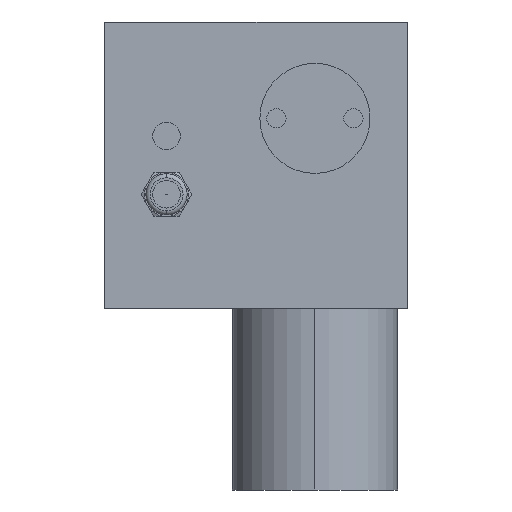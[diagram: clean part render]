
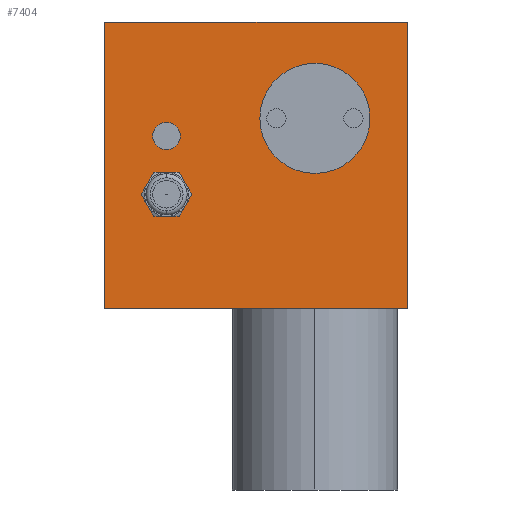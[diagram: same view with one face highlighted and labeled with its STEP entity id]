
A CAD part, left-side view. The second image highlights one B-rep face of the part: STEP entity #7404.
In plain terms, the highlighted planar face has unit normal (-1, 0, 0).
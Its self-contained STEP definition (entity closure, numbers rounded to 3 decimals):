
#955=DIRECTION('',(0.,0.,1.));
#956=VECTOR('',#955,52.);
#957=CARTESIAN_POINT('',(0.,55.,-52.));
#958=LINE('',#957,#956);
#999=DIRECTION('',(0.,-1.,0.));
#1000=VECTOR('',#999,55.);
#1001=CARTESIAN_POINT('',(0.,55.,-52.));
#1002=LINE('',#1001,#1000);
#1003=DIRECTION('',(0.,1.,0.));
#1004=VECTOR('',#1003,55.);
#1005=CARTESIAN_POINT('',(0.,0.,0.));
#1006=LINE('',#1005,#1004);
#1007=DIRECTION('',(0.,0.,1.));
#1008=VECTOR('',#1007,52.);
#1009=CARTESIAN_POINT('',(0.,0.,-52.));
#1010=LINE('',#1009,#1008);
#1011=CARTESIAN_POINT('',(0.,16.8,-17.5));
#1012=DIRECTION('',(1.,0.,0.));
#1013=DIRECTION('',(0.,0.,-1.));
#1014=AXIS2_PLACEMENT_3D('',#1011,#1012,#1013);
#1016=CARTESIAN_POINT('',(0.,16.8,-17.5));
#1017=DIRECTION('',(1.,0.,0.));
#1018=DIRECTION('',(0.,0.,1.));
#1019=AXIS2_PLACEMENT_3D('',#1016,#1017,#1018);
#1021=CARTESIAN_POINT('',(0.,43.75,-20.7));
#1022=DIRECTION('',(1.,0.,0.));
#1023=DIRECTION('',(0.,0.,-1.));
#1024=AXIS2_PLACEMENT_3D('',#1021,#1022,#1023);
#1026=CARTESIAN_POINT('',(0.,43.75,-20.7));
#1027=DIRECTION('',(1.,0.,0.));
#1028=DIRECTION('',(0.,0.,1.));
#1029=AXIS2_PLACEMENT_3D('',#1026,#1027,#1028);
#1031=CARTESIAN_POINT('',(0.,43.75,-31.3));
#1032=DIRECTION('',(-1.,0.,0.));
#1033=DIRECTION('',(0.,-0.866,0.5));
#1034=AXIS2_PLACEMENT_3D('',#1031,#1032,#1033);
#1036=CARTESIAN_POINT('',(0.,43.75,-31.3));
#1037=DIRECTION('',(-1.,0.,0.));
#1038=DIRECTION('',(0.,0.,1.));
#1039=AXIS2_PLACEMENT_3D('',#1036,#1037,#1038);
#1041=CARTESIAN_POINT('',(0.,43.75,-31.3));
#1042=DIRECTION('',(-1.,0.,0.));
#1043=DIRECTION('',(0.,0.866,0.5));
#1044=AXIS2_PLACEMENT_3D('',#1041,#1042,#1043);
#1046=CARTESIAN_POINT('',(0.,43.75,-31.3));
#1047=DIRECTION('',(-1.,0.,0.));
#1048=DIRECTION('',(0.,0.866,-0.5));
#1049=AXIS2_PLACEMENT_3D('',#1046,#1047,#1048);
#1051=CARTESIAN_POINT('',(0.,43.75,-31.3));
#1052=DIRECTION('',(-1.,0.,0.));
#1053=DIRECTION('',(0.,0.,-1.));
#1054=AXIS2_PLACEMENT_3D('',#1051,#1052,#1053);
#1056=CARTESIAN_POINT('',(0.,43.75,-31.3));
#1057=DIRECTION('',(-1.,0.,0.));
#1058=DIRECTION('',(0.,-0.866,-0.5));
#1059=AXIS2_PLACEMENT_3D('',#1056,#1057,#1058);
#5035=CARTESIAN_POINT('',(0.,0.,-52.));
#5036=VERTEX_POINT('',#5035);
#5037=CARTESIAN_POINT('',(0.,55.,-52.));
#5038=VERTEX_POINT('',#5037);
#5067=CARTESIAN_POINT('',(0.,0.,0.));
#5068=VERTEX_POINT('',#5067);
#5069=CARTESIAN_POINT('',(0.,55.,0.));
#5070=VERTEX_POINT('',#5069);
#5743=CARTESIAN_POINT('',(0.,16.8,-27.5));
#5744=CARTESIAN_POINT('',(0.,16.8,-7.5));
#5745=VERTEX_POINT('',#5743);
#5746=VERTEX_POINT('',#5744);
#5747=CARTESIAN_POINT('',(0.,43.75,-23.2));
#5748=CARTESIAN_POINT('',(0.,43.75,-18.2));
#5749=VERTEX_POINT('',#5747);
#5750=VERTEX_POINT('',#5748);
#6481=CARTESIAN_POINT('',(0.,40.286,-29.3));
#6482=CARTESIAN_POINT('',(0.,43.75,-27.3));
#6483=VERTEX_POINT('',#6481);
#6484=VERTEX_POINT('',#6482);
#6485=CARTESIAN_POINT('',(0.,47.214,-33.3));
#6486=CARTESIAN_POINT('',(0.,43.75,-35.3));
#6487=VERTEX_POINT('',#6485);
#6488=VERTEX_POINT('',#6486);
#6489=CARTESIAN_POINT('',(0.,40.286,-33.3));
#6490=VERTEX_POINT('',#6489);
#6491=CARTESIAN_POINT('',(0.,47.214,-29.3));
#6492=VERTEX_POINT('',#6491);
#7366=CARTESIAN_POINT('',(0.,27.5,-26.));
#7367=DIRECTION('',(1.,0.,0.));
#7368=DIRECTION('',(0.,-1.,0.));
#7369=AXIS2_PLACEMENT_3D('',#7366,#7367,#7368);
#7370=PLANE('',#7369);
#7371=ORIENTED_EDGE('',*,*,#7204,.F.);
#7372=ORIENTED_EDGE('',*,*,#7337,.T.);
#7373=ORIENTED_EDGE('',*,*,#6528,.F.);
#7375=ORIENTED_EDGE('',*,*,#7374,.F.);
#7376=EDGE_LOOP('',(#7371,#7372,#7373,#7375));
#7377=FACE_OUTER_BOUND('',#7376,.F.);
#7379=ORIENTED_EDGE('',*,*,#7378,.F.);
#7381=ORIENTED_EDGE('',*,*,#7380,.F.);
#7382=EDGE_LOOP('',(#7379,#7381));
#7383=FACE_BOUND('',#7382,.F.);
#7385=ORIENTED_EDGE('',*,*,#7384,.F.);
#7387=ORIENTED_EDGE('',*,*,#7386,.F.);
#7388=EDGE_LOOP('',(#7385,#7387));
#7389=FACE_BOUND('',#7388,.F.);
#7391=ORIENTED_EDGE('',*,*,#7390,.T.);
#7393=ORIENTED_EDGE('',*,*,#7392,.T.);
#7395=ORIENTED_EDGE('',*,*,#7394,.T.);
#7397=ORIENTED_EDGE('',*,*,#7396,.T.);
#7399=ORIENTED_EDGE('',*,*,#7398,.T.);
#7401=ORIENTED_EDGE('',*,*,#7400,.T.);
#7402=EDGE_LOOP('',(#7391,#7393,#7395,#7397,#7399,#7401));
#7403=FACE_BOUND('',#7402,.F.);
#7404=ADVANCED_FACE('',(#7377,#7383,#7389,#7403),#7370,.F.);
#1015=CIRCLE('',#1014,10.);
#1020=CIRCLE('',#1019,10.);
#1025=CIRCLE('',#1024,2.5);
#1030=CIRCLE('',#1029,2.5);
#1035=CIRCLE('',#1034,4.);
#1040=CIRCLE('',#1039,4.);
#1045=CIRCLE('',#1044,4.);
#1050=CIRCLE('',#1049,4.);
#1055=CIRCLE('',#1054,4.);
#1060=CIRCLE('',#1059,4.);
#6528=EDGE_CURVE('',#5068,#5070,#1006,.T.);
#7204=EDGE_CURVE('',#5038,#5036,#1002,.T.);
#7337=EDGE_CURVE('',#5038,#5070,#958,.T.);
#7374=EDGE_CURVE('',#5036,#5068,#1010,.T.);
#7378=EDGE_CURVE('',#5745,#5746,#1015,.T.);
#7380=EDGE_CURVE('',#5746,#5745,#1020,.T.);
#7384=EDGE_CURVE('',#5749,#5750,#1025,.T.);
#7386=EDGE_CURVE('',#5750,#5749,#1030,.T.);
#7390=EDGE_CURVE('',#6483,#6484,#1035,.T.);
#7392=EDGE_CURVE('',#6484,#6492,#1040,.T.);
#7394=EDGE_CURVE('',#6492,#6487,#1045,.T.);
#7396=EDGE_CURVE('',#6487,#6488,#1050,.T.);
#7398=EDGE_CURVE('',#6488,#6490,#1055,.T.);
#7400=EDGE_CURVE('',#6490,#6483,#1060,.T.);
